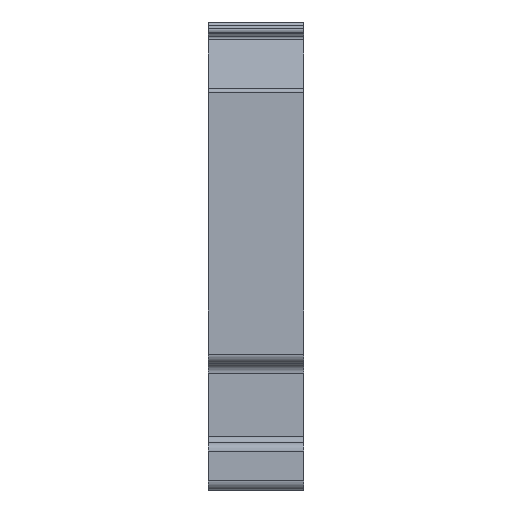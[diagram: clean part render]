
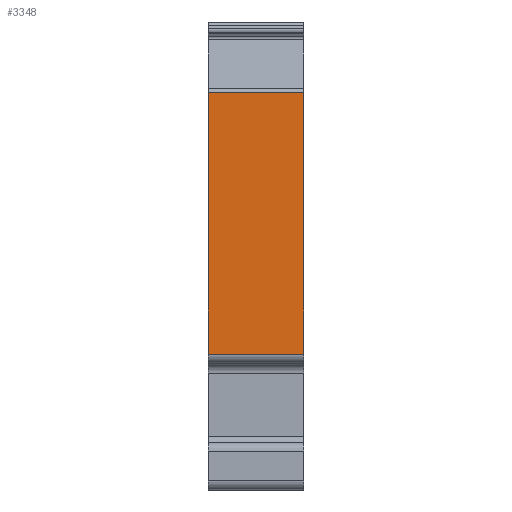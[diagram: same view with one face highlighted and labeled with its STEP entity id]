
A CAD part, left-side view. The second image highlights one B-rep face of the part: STEP entity #3348.
In plain terms, the highlighted planar face has unit normal (-1, 0, 0).
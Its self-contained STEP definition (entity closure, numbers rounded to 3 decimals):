
#350=DIRECTION('',(0.,0.,1.));
#351=VECTOR('',#350,27.743);
#352=CARTESIAN_POINT('',(-35.648,-0.05,-10.4));
#353=LINE('',#352,#351);
#665=DIRECTION('',(0.,1.,0.));
#666=VECTOR('',#665,10.15);
#667=CARTESIAN_POINT('',(-35.648,-0.05,-10.4));
#668=LINE('',#667,#666);
#669=DIRECTION('',(0.,1.,0.));
#670=VECTOR('',#669,10.15);
#671=CARTESIAN_POINT('',(-35.648,-0.05,17.343));
#672=LINE('',#671,#670);
#1100=DIRECTION('',(0.,0.,1.));
#1101=VECTOR('',#1100,27.743);
#1102=CARTESIAN_POINT('',(-35.648,10.1,-10.4));
#1103=LINE('',#1102,#1101);
#1956=CARTESIAN_POINT('',(-35.648,10.1,-10.4));
#1957=VERTEX_POINT('',#1956);
#1958=CARTESIAN_POINT('',(-35.648,10.1,17.343));
#1959=VERTEX_POINT('',#1958);
#2170=CARTESIAN_POINT('',(-35.648,-0.05,-10.4));
#2171=VERTEX_POINT('',#2170);
#2172=CARTESIAN_POINT('',(-35.648,-0.05,17.343));
#2173=VERTEX_POINT('',#2172);
#3335=CARTESIAN_POINT('',(-35.648,10.1,17.343));
#3336=DIRECTION('',(-1.,0.,0.));
#3337=DIRECTION('',(0.,0.,1.));
#3338=AXIS2_PLACEMENT_3D('',#3335,#3336,#3337);
#3339=PLANE('',#3338);
#3341=ORIENTED_EDGE('',*,*,#3340,.F.);
#3342=ORIENTED_EDGE('',*,*,#2790,.F.);
#3343=ORIENTED_EDGE('',*,*,#3326,.T.);
#3345=ORIENTED_EDGE('',*,*,#3344,.T.);
#3346=EDGE_LOOP('',(#3341,#3342,#3343,#3345));
#3347=FACE_OUTER_BOUND('',#3346,.F.);
#2790=EDGE_CURVE('',#2171,#2173,#353,.T.);
#3326=EDGE_CURVE('',#2171,#1957,#668,.T.);
#3340=EDGE_CURVE('',#2173,#1959,#672,.T.);
#3344=EDGE_CURVE('',#1957,#1959,#1103,.T.);
#3348=ADVANCED_FACE('',(#3347),#3339,.T.);
